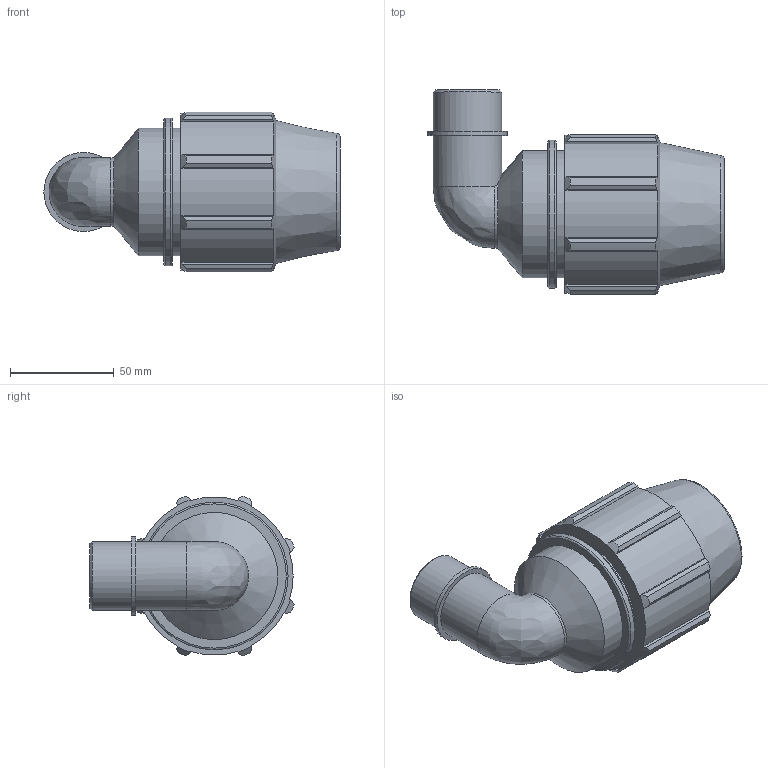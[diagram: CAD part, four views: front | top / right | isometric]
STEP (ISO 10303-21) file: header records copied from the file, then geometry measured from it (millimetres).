
FILE_DESCRIPTION(/* description */ ('PLASSON 90° ELBOW MALE ADAPTOR 40-1"'),/* implementation_level */ '2;1');
FILE_NAME(/* name */ '078500040010_188500040010_0785060400100A.ipt.stp',/* time_stamp */ '2017-06-06T13:30:46+03:00',/* author */ ('KIM'),/* organization */ (''),/* preprocessor_version */ 'ST-DEVELOPER v15.6',/* originating_system */ 'Autodesk Inventor 2015',/* authorisation */ '');
FILE_SCHEMA (('AUTOMOTIVE_DESIGN { 1 0 10303 214 3 1 1 }'));
Length unit declared in the file: millimetre
Products named in the file (1): 078500040010_188500040010_0785060400100A
Bounding box: 143.12 x 98.58 x 77.16 mm (x, y, z)
Volume: 311210.3 mm3; surface area: 57632 mm2
Topology: 1 solids, 1 shells, 86 faces, 225 edges, 146 vertices
Faces by surface type: plane 41, cylinder 26, cone 14, torus 4, bspline 1
Full cylindrical faces by diameter (mm): 23.274 x2, 33.249 x2, 38.236 x1, 40 x1, 61.5 x2, 71.34 x1
Entity records: 2618 total; most frequent: CARTESIAN_POINT 532, DIRECTION 410, ORIENTED_EDGE 400, EDGE_CURVE 200, AXIS2_PLACEMENT_3D 157, VERTEX_POINT 142, EDGE_LOOP 114, LINE 96
